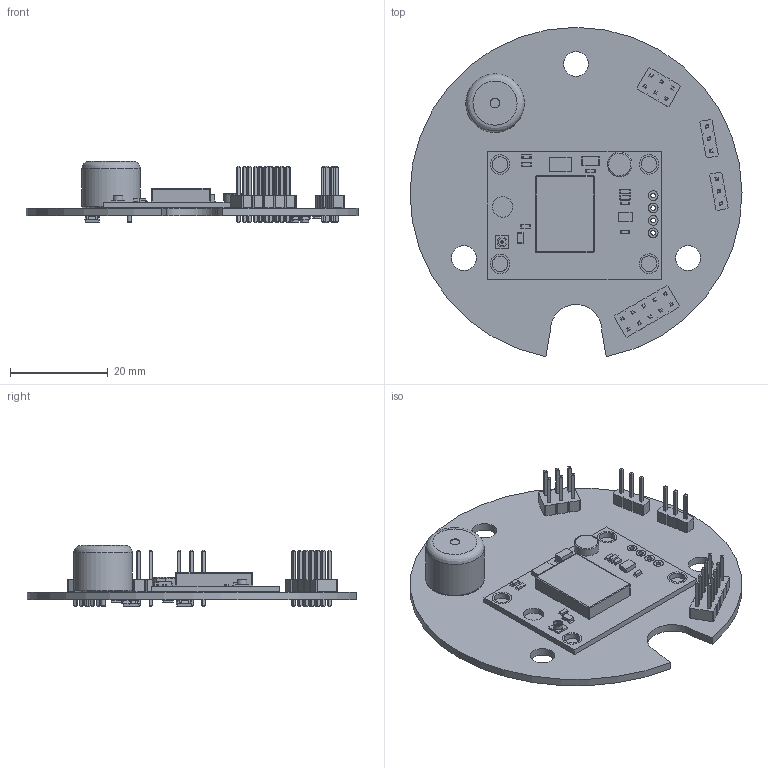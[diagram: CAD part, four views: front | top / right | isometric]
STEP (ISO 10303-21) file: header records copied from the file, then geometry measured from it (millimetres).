
FILE_DESCRIPTION(('KiCad electronic assembly'),'2;1');
FILE_NAME('PCB4.step','2022-09-19T19:34:17',('Pcbnew'),('Kicad'), 'Open CASCADE STEP processor 7.6','KiCad to STEP converter','Unknown' );
FILE_SCHEMA(('AUTOMOTIVE_DESIGN { 1 0 10303 214 1 1 1 1 }'));
Length unit declared in the file: millimetre
Products named in the file (16): PCB4 1; PinHeader_1x03_P2.54mm_Vertical; SOLID; PinHeader_2x03_P2.54mm_Vertical; Buzzer_12x9.5RM7.6; GPS_ublox_board; PinHeader_2x05_P2.54mm_Vertical; R_0805_2012Metric; SOT-23; _autosave-PCB5 PCB
Assembly tree (19 placements, depth 3):
  PCB4 1
    PinHeader_1x03_P2.54mm_Vertical  x2
      SOLID
    PinHeader_2x03_P2.54mm_Vertical
      SOLID
    Buzzer_12x9.5RM7.6
      SOLID
    GPS_ublox_board
      SOLID
    PinHeader_2x05_P2.54mm_Vertical
      SOLID
    R_0805_2012Metric  x2
      SOLID
    SOT-23  x3
      SOLID
    _autosave-PCB5 PCB
Bounding box: 68 x 67.44 x 12.53 mm (x, y, z)
Volume: 8689.5 mm3; surface area: 11394.4 mm2
Topology: 12 solids, 12 shells, 1009 faces, 2381 edges, 1476 vertices
Faces by surface type: bspline 972, cylinder 33, plane 4
Full cylindrical faces by diameter (mm): 1 x28, 5.1 x3
Entity records: 46536 total; most frequent: CARTESIAN_POINT 17948, B_SPLINE_CURVE_WITH_KNOTS 4665, ORIENTED_EDGE 3538, PCURVE 3538, DEFINITIONAL_REPRESENTATION 3538, EDGE_CURVE 1769, SURFACE_CURVE 1698, VERTEX_POINT 1108
